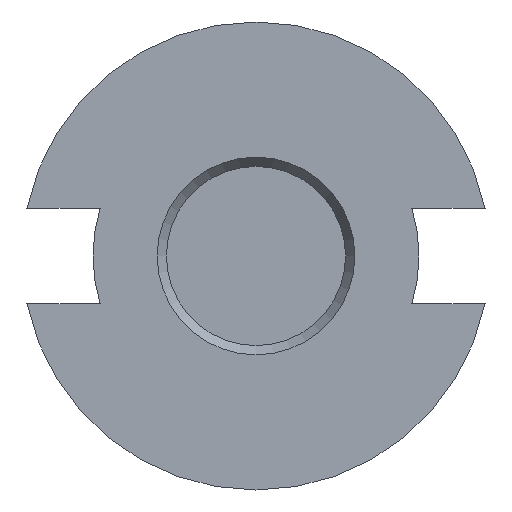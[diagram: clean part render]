
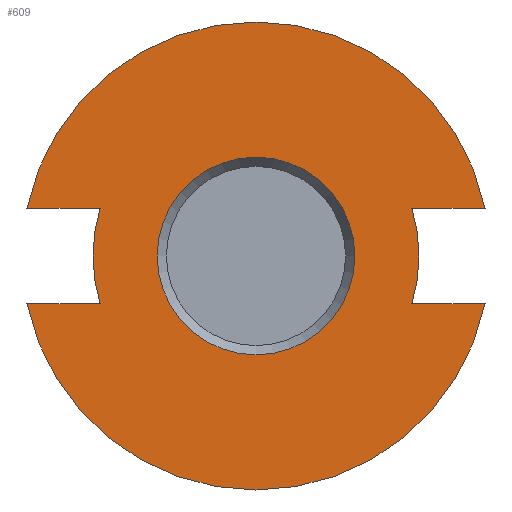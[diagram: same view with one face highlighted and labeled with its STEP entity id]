
A CAD part, front view. The second image highlights one B-rep face of the part: STEP entity #609.
In plain terms, the highlighted planar face has unit normal (0, -1, 0).
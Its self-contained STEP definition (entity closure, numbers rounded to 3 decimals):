
#20=FACE_BOUND('',#141,.T.);
#40=PLANE('',#672);
#103=FACE_OUTER_BOUND('',#140,.T.);
#140=EDGE_LOOP('',(#540,#541,#542,#543,#544,#545,#546,#547));
#141=EDGE_LOOP('',(#548));
#179=LINE('',#1578,#216);
#180=LINE('',#1579,#217);
#181=LINE('',#1581,#218);
#182=LINE('',#1584,#219);
#216=VECTOR('',#796,1000.);
#217=VECTOR('',#797,1000.);
#218=VECTOR('',#798,1000.);
#219=VECTOR('',#801,1000.);
#225=CIRCLE('',#634,2.088);
#227=CIRCLE('',#637,4.943);
#229=CIRCLE('',#640,3.443);
#233=CIRCLE('',#644,3.443);
#247=CIRCLE('',#673,4.943);
#250=VERTEX_POINT('',#828);
#253=VERTEX_POINT('',#835);
#254=VERTEX_POINT('',#839);
#257=VERTEX_POINT('',#848);
#258=VERTEX_POINT('',#853);
#263=VERTEX_POINT('',#867);
#264=VERTEX_POINT('',#872);
#305=VERTEX_POINT('',#1580);
#306=VERTEX_POINT('',#1582);
#311=EDGE_CURVE('',#250,#250,#225,.T.);
#314=EDGE_CURVE('',#254,#253,#227,.T.);
#318=EDGE_CURVE('',#257,#258,#229,.T.);
#325=EDGE_CURVE('',#263,#264,#233,.T.);
#387=EDGE_CURVE('',#257,#254,#179,.T.);
#388=EDGE_CURVE('',#253,#264,#180,.T.);
#389=EDGE_CURVE('',#263,#305,#181,.T.);
#390=EDGE_CURVE('',#305,#306,#247,.T.);
#391=EDGE_CURVE('',#306,#258,#182,.T.);
#540=ORIENTED_EDGE('',*,*,#318,.F.);
#541=ORIENTED_EDGE('',*,*,#387,.T.);
#542=ORIENTED_EDGE('',*,*,#314,.T.);
#543=ORIENTED_EDGE('',*,*,#388,.T.);
#544=ORIENTED_EDGE('',*,*,#325,.F.);
#545=ORIENTED_EDGE('',*,*,#389,.T.);
#546=ORIENTED_EDGE('',*,*,#390,.T.);
#547=ORIENTED_EDGE('',*,*,#391,.T.);
#548=ORIENTED_EDGE('',*,*,#311,.T.);
#609=ADVANCED_FACE('',(#103,#20),#40,.F.);
#634=AXIS2_PLACEMENT_3D('',#830,#690,#691);
#637=AXIS2_PLACEMENT_3D('',#840,#696,#697);
#640=AXIS2_PLACEMENT_3D('',#854,#702,#703);
#644=AXIS2_PLACEMENT_3D('',#873,#711,#712);
#672=AXIS2_PLACEMENT_3D('',#1577,#794,#795);
#673=AXIS2_PLACEMENT_3D('',#1583,#799,#800);
#690=DIRECTION('center_axis',(0.,1.,0.));
#691=DIRECTION('ref_axis',(0.,0.,1.));
#696=DIRECTION('center_axis',(0.,-1.,0.));
#697=DIRECTION('ref_axis',(0.,0.,1.));
#702=DIRECTION('center_axis',(0.,1.,0.));
#703=DIRECTION('ref_axis',(0.,0.,1.));
#711=DIRECTION('center_axis',(0.,1.,0.));
#712=DIRECTION('ref_axis',(0.,0.,1.));
#794=DIRECTION('center_axis',(0.,1.,0.));
#795=DIRECTION('ref_axis',(1.,0.,0.));
#796=DIRECTION('',(-1.,0.,0.));
#797=DIRECTION('',(-1.,0.,0.));
#798=DIRECTION('',(1.,0.,0.));
#799=DIRECTION('center_axis',(0.,-1.,0.));
#800=DIRECTION('ref_axis',(0.,0.,1.));
#801=DIRECTION('',(1.,0.,0.));
#828=CARTESIAN_POINT('',(0.,-0.75,2.088));
#830=CARTESIAN_POINT('Origin',(0.,-0.75,0.));
#835=CARTESIAN_POINT('',(4.84,-0.75,-1.007));
#839=CARTESIAN_POINT('',(-4.84,-0.75,-1.007));
#840=CARTESIAN_POINT('Origin',(0.,-0.75,0.));
#848=CARTESIAN_POINT('',(-3.293,-0.75,-1.007));
#853=CARTESIAN_POINT('',(-3.293,-0.75,1.007));
#854=CARTESIAN_POINT('Origin',(0.,-0.75,0.));
#867=CARTESIAN_POINT('',(3.293,-0.75,1.007));
#872=CARTESIAN_POINT('',(3.293,-0.75,-1.007));
#873=CARTESIAN_POINT('Origin',(0.,-0.75,0.));
#1577=CARTESIAN_POINT('Origin',(0.,-0.75,0.));
#1578=CARTESIAN_POINT('',(4.848,-0.75,-1.007));
#1579=CARTESIAN_POINT('',(4.848,-0.75,-1.007));
#1580=CARTESIAN_POINT('',(4.84,-0.75,1.007));
#1581=CARTESIAN_POINT('',(4.848,-0.75,1.007));
#1582=CARTESIAN_POINT('',(-4.84,-0.75,1.007));
#1583=CARTESIAN_POINT('Origin',(0.,-0.75,0.));
#1584=CARTESIAN_POINT('',(4.848,-0.75,1.007));
